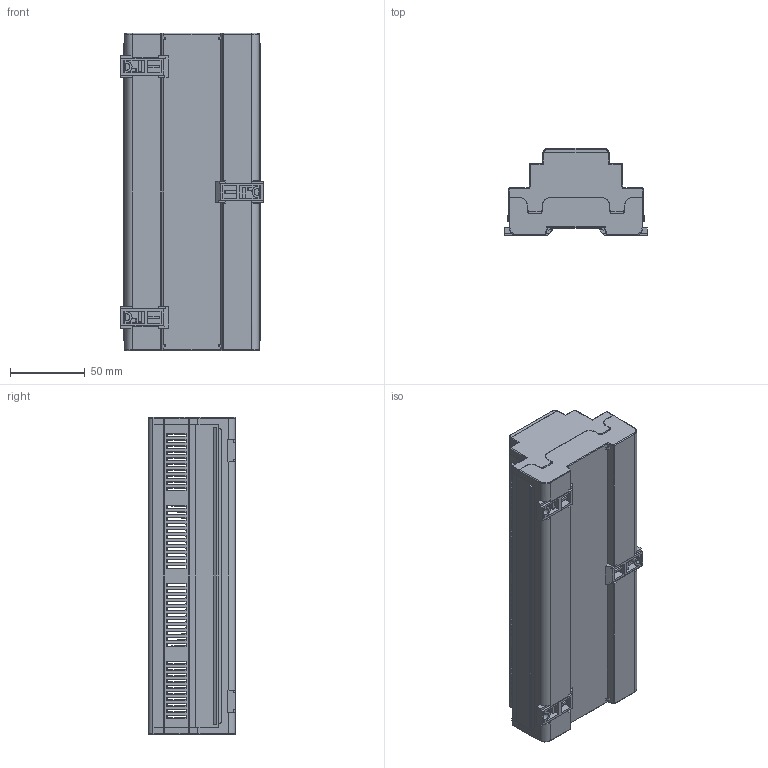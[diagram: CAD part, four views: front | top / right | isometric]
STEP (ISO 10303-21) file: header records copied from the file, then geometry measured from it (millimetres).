
FILE_DESCRIPTION (( 'STEP AP203' ), '1' );
FILE_NAME ('449-380-50.STEP', '2021-08-24T14:12:57', ( '' ), ( '' ), 'SwSTEP 2.0', 'SolidWorks 2018', '' );
FILE_SCHEMA (( 'CONFIG_CONTROL_DESIGN' ));
Length unit declared in the file: millimetre
Products named in the file (5): 044900400_044900400; 044938041_044938051; 044938001; 449-380-50; 044900300
Assembly tree (7 placements, depth 2):
  449-380-50
    044938041_044938051
    044938001
    044900300  x3
    044900400_044900400  x2
Bounding box: 95 x 58 x 211.8 mm (x, y, z)
Volume: 114413.6 mm3; surface area: 158788.9 mm2
Topology: 7 solids, 7 shells, 1805 faces, 5098 edges, 3342 vertices
Faces by surface type: plane 1250, cylinder 519, sphere 16, cone 12, bspline 4, torus 4
Entity records: 50203 total; most frequent: CARTESIAN_POINT 11199, ORIENTED_EDGE 8752, DIRECTION 6998, EDGE_CURVE 4376, VECTOR 3328, LINE 3328, VERTEX_POINT 2876, AXIS2_PLACEMENT_3D 1835
